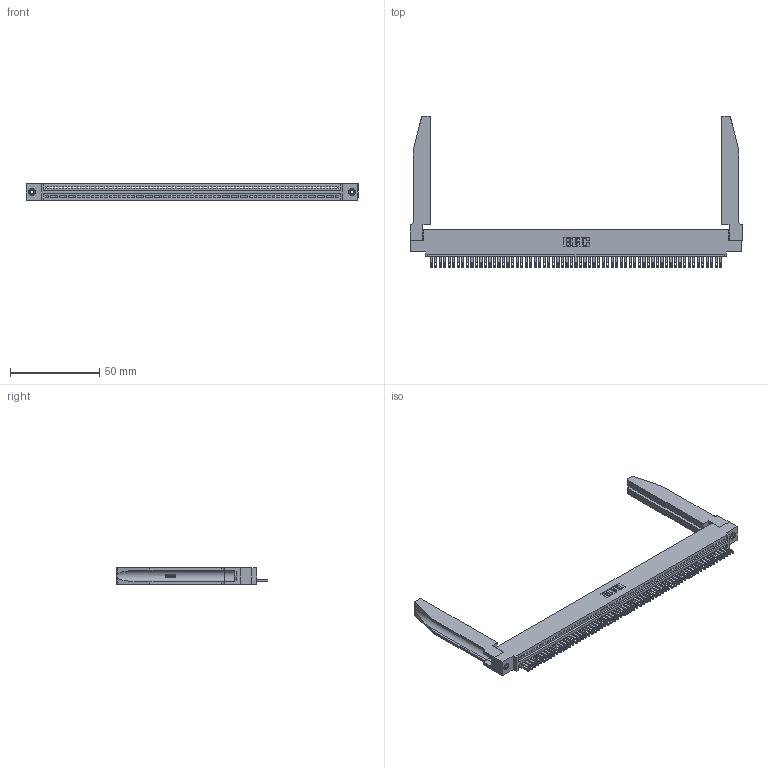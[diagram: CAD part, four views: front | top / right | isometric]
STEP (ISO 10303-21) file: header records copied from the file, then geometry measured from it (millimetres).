
FILE_DESCRIPTION (( 'STEP AP203' ), '1' );
FILE_NAME ('345-065-500-478.STEP', '2019-10-11T16:33:42', ( '' ), ( '' ), 'SwSTEP 2.0', 'SolidWorks 2016', '' );
FILE_SCHEMA (( 'CONFIG_CONTROL_DESIGN' ));
Length unit declared in the file: inch
Products named in the file (5): 345-065-500-478; 345 Part_0.110 Offset - 0.156 Dia-TH; 345-220-078_345-220-078; 345-292-001_345-293-100; 345-250-001_345-250-001-102
Assembly tree (70 placements, depth 2):
  345-065-500-478
    345 Part_0.110 Offset - 0.156 Dia-TH
    345-292-001_345-293-100  x65
    345-250-001_345-250-001-102  x2
    345-220-078_345-220-078  x2
Bounding box: 186.33 x 85.27 x 9.4 mm (x, y, z)
Volume: 25624 mm3; surface area: 31111.7 mm2
Topology: 70 solids, 70 shells, 3874 faces, 11881 edges, 7910 vertices
Faces by surface type: plane 2436, cylinder 1386, bspline 36, cone 12, torus 4
Entity records: 50626 total; most frequent: CARTESIAN_POINT 9666, ORIENTED_EDGE 8562, DIRECTION 7417, EDGE_CURVE 4281, LINE 3791, VECTOR 3791, VERTEX_POINT 2848, AXIS2_PLACEMENT_3D 1813
